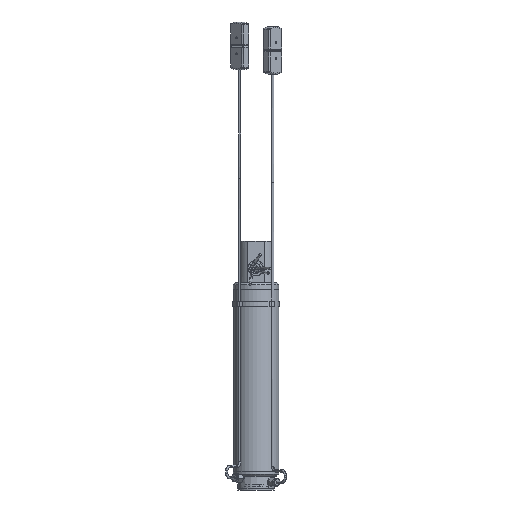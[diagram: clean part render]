
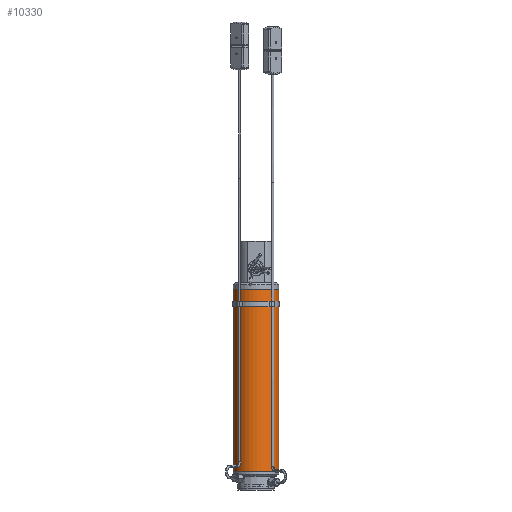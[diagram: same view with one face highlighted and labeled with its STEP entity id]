
A CAD part, front view. The second image highlights one B-rep face of the part: STEP entity #10330.
In plain terms, the highlighted cylindrical face has radius 31.75 mm (diameter 63.5 mm), a partial arc.
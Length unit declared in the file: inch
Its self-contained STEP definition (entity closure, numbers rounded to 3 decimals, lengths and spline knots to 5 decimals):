
#525 = VECTOR ( 'NONE', #8091, 39.37008 ) ;
#702 = DIRECTION ( 'NONE',  ( 0., 0., 1. ) ) ;
#770 = AXIS2_PLACEMENT_3D ( 'NONE', #8804, #702, #10133 ) ;
#1905 = EDGE_CURVE ( 'NONE', #14501, #16560, #3250, .T. ) ;
#2660 = CARTESIAN_POINT ( 'NONE',  ( -3.49225, -0.15444, -2.67828 ) ) ;
#3250 = CIRCLE ( 'NONE', #17010, 1.25 ) ;
#3621 = LINE ( 'NONE', #16148, #525 ) ;
#4032 = DIRECTION ( 'NONE',  ( 0., 0., 1. ) ) ;
#5356 = CARTESIAN_POINT ( 'NONE',  ( -5.93606, -0.68147, -2.67828 ) ) ;
#6621 = VERTEX_POINT ( 'NONE', #2660 ) ;
#7002 = ORIENTED_EDGE ( 'NONE', *, *, #16931, .T. ) ;
#7265 = EDGE_LOOP ( 'NONE', ( #13804, #7002, #8677, #14155 ) ) ;
#7562 = DIRECTION ( 'NONE',  ( 0., 0., 1. ) ) ;
#8091 = DIRECTION ( 'NONE',  ( 0., 0., 1. ) ) ;
#8677 = ORIENTED_EDGE ( 'NONE', *, *, #10551, .T. ) ;
#8804 = CARTESIAN_POINT ( 'NONE',  ( -4.71415, -0.41796, -2.67828 ) ) ;
#9001 = VECTOR ( 'NONE', #4032, 39.37008 ) ;
#9339 = EDGE_CURVE ( 'NONE', #16334, #16560, #12556, .T. ) ;
#9390 = DIRECTION ( 'NONE',  ( 0.978, 0.211, 0. ) ) ;
#9428 = DIRECTION ( 'NONE',  ( 0., 0., -1. ) ) ;
#9466 = CARTESIAN_POINT ( 'NONE',  ( -4.71415, -0.41796, 7.31172 ) ) ;
#9633 = CARTESIAN_POINT ( 'NONE',  ( -5.93606, -0.68147, -2.67828 ) ) ;
#9886 = CIRCLE ( 'NONE', #770, 1.25 ) ;
#10133 = DIRECTION ( 'NONE',  ( 0.978, 0.211, 0. ) ) ;
#10330 = ADVANCED_FACE ( 'NONE', ( #10614 ), #16961, .T. ) ;
#10551 = EDGE_CURVE ( 'NONE', #6621, #14501, #3621, .T. ) ;
#10614 = FACE_OUTER_BOUND ( 'NONE', #7265, .T. ) ;
#11915 = AXIS2_PLACEMENT_3D ( 'NONE', #14281, #7562, #16909 ) ;
#12446 = CARTESIAN_POINT ( 'NONE',  ( -3.49225, -0.15444, 7.31172 ) ) ;
#12556 = LINE ( 'NONE', #5356, #9001 ) ;
#13804 = ORIENTED_EDGE ( 'NONE', *, *, #9339, .F. ) ;
#14155 = ORIENTED_EDGE ( 'NONE', *, *, #1905, .T. ) ;
#14281 = CARTESIAN_POINT ( 'NONE',  ( -4.71415, -0.41796, -2.67828 ) ) ;
#14501 = VERTEX_POINT ( 'NONE', #12446 ) ;
#15620 = CARTESIAN_POINT ( 'NONE',  ( -5.93606, -0.68147, 7.31172 ) ) ;
#16148 = CARTESIAN_POINT ( 'NONE',  ( -3.49225, -0.15444, -2.67828 ) ) ;
#16334 = VERTEX_POINT ( 'NONE', #9633 ) ;
#16560 = VERTEX_POINT ( 'NONE', #15620 ) ;
#16909 = DIRECTION ( 'NONE',  ( 0.978, 0.211, 0. ) ) ;
#16931 = EDGE_CURVE ( 'NONE', #16334, #6621, #9886, .T. ) ;
#16961 = CYLINDRICAL_SURFACE ( 'NONE', #11915, 1.25 ) ;
#17010 = AXIS2_PLACEMENT_3D ( 'NONE', #9466, #9428, #9390 ) ;
